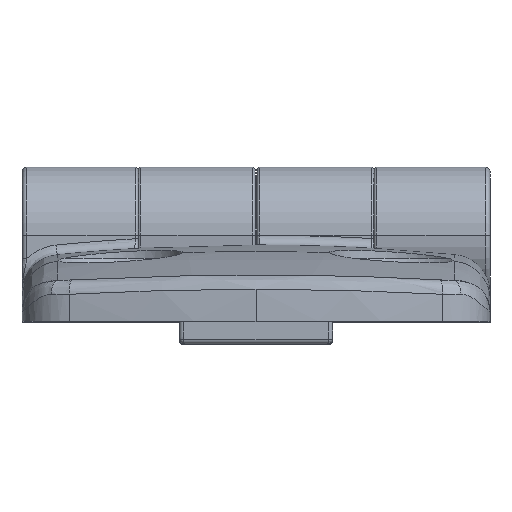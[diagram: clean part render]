
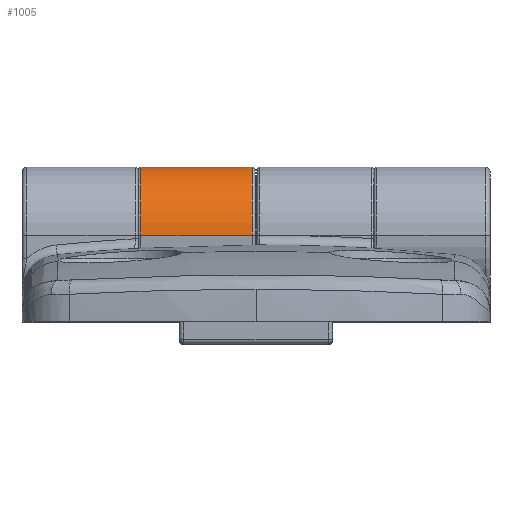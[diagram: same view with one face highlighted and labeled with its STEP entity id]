
A CAD part, top view. The second image highlights one B-rep face of the part: STEP entity #1005.
In plain terms, the highlighted cylindrical face has radius 7 mm (diameter 14 mm), a partial arc.
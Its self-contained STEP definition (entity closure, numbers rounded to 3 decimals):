
#1005=ADVANCED_FACE('NONE',(#2781),#2782,.T.);
#2781=FACE_OUTER_BOUND('',#5355,.T.);
#2782=CYLINDRICAL_SURFACE('',#5356,7.0);
#5355=EDGE_LOOP('',(#11162,#11163,#11164,#11165));
#5356=AXIS2_PLACEMENT_3D('',#11166,#11167,#11168);
#11162=ORIENTED_EDGE('',*,*,#18015,.F.);
#11163=ORIENTED_EDGE('',*,*,#17893,.T.);
#11164=ORIENTED_EDGE('',*,*,#18159,.T.);
#11165=ORIENTED_EDGE('',*,*,#17901,.T.);
#11166=CARTESIAN_POINT('',(24.0,8.9,0.));
#11167=DIRECTION('',(1.0,0.,-0.0));
#11168=DIRECTION('',(0.0,0.0,1.0));
#17893=EDGE_CURVE('NONE',#20811,#20815,#20817,.T.);
#17901=EDGE_CURVE('NONE',#20831,#20828,#20832,.T.);
#18015=EDGE_CURVE('NONE',#20811,#20828,#21014,.T.);
#18159=EDGE_CURVE('NONE',#20815,#20831,#21260,.T.);
#20811=VERTEX_POINT('NONE',#24969);
#20815=VERTEX_POINT('NONE',#24973);
#20817=CIRCLE('',#24975,7.0);
#20828=VERTEX_POINT('NONE',#24986);
#20831=VERTEX_POINT('NONE',#24989);
#20832=CIRCLE('',#24990,7.0);
#21014=LINE('',#25242,#25243);
#21260=LINE('',#25842,#25843);
#24969=CARTESIAN_POINT('',(-0.4,8.9,7.0));
#24973=CARTESIAN_POINT('',(-0.4,8.9,-7.0));
#24975=AXIS2_PLACEMENT_3D('',#32637,#32638,#32639);
#24986=CARTESIAN_POINT('',(-11.8,8.9,7.0));
#24989=CARTESIAN_POINT('',(-11.8,8.9,-7.0));
#24990=AXIS2_PLACEMENT_3D('',#32655,#32656,#32657);
#25242=CARTESIAN_POINT('',(24.0,8.9,7.0));
#25243=VECTOR('',#32854,1000.0);
#25842=CARTESIAN_POINT('',(24.0,8.9,-7.0));
#25843=VECTOR('',#33050,1000.0);
#32637=CARTESIAN_POINT('',(-0.4,8.9,0.0));
#32638=DIRECTION('',(-1.0,0.,-0.0));
#32639=DIRECTION('',(0.0,0.0,-1.0));
#32655=CARTESIAN_POINT('',(-11.8,8.9,0.));
#32656=DIRECTION('',(1.0,0.,0.0));
#32657=DIRECTION('',(0.0,0.0,-1.0));
#32854=DIRECTION('',(-1.0,0.,0.0));
#33050=DIRECTION('',(-1.0,0.,0.0));
